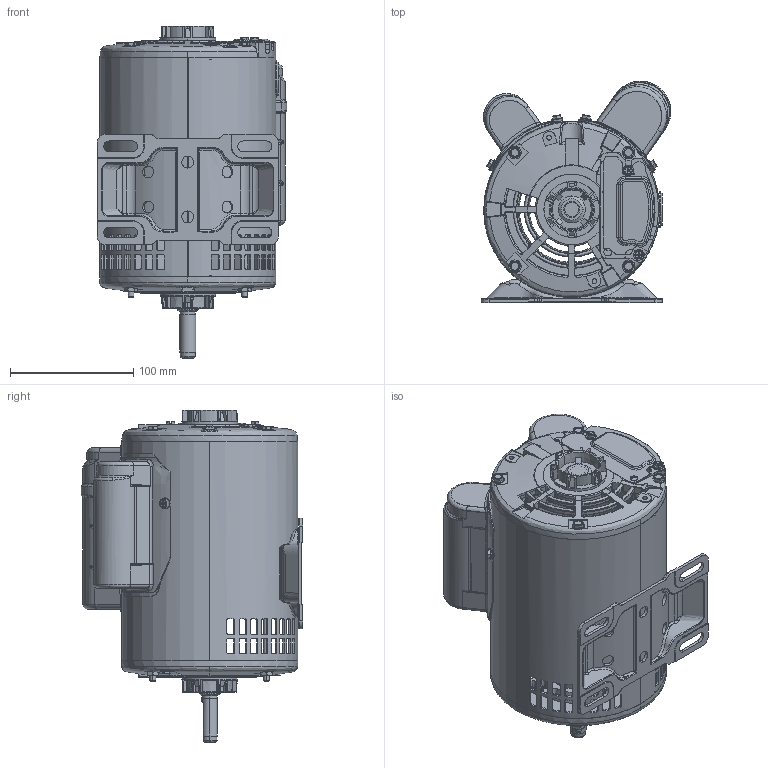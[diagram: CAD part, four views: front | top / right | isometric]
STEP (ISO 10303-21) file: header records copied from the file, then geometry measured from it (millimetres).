
FILE_DESCRIPTION (( 'STEP AP214' ), '1' );
FILE_NAME ('G1098A SS404113-700_RevB B3.STEP', '2019-04-10T15:06:37', ( '' ), ( '' ), 'SwSTEP 2.0', 'SolidWorks 2017', '' );
FILE_SCHEMA (( 'AUTOMOTIVE_DESIGN' ));
Length unit declared in the file: inch
Products named in the file (1): G1098A SS404113-700_RevB B3
Bounding box: 153.64 x 179.47 x 268.99 mm (x, y, z)
Volume: 456799.7 mm3; surface area: 445000.6 mm2
Topology: 29 solids, 29 shells, 4076 faces, 10579 edges, 6546 vertices
Faces by surface type: bspline 1349, plane 1318, cylinder 770, cone 639
Entity records: 200054 total; most frequent: CARTESIAN_POINT 110221, ORIENTED_EDGE 20966, DIRECTION 15765, EDGE_CURVE 10483, VERTEX_POINT 6546, AXIS2_PLACEMENT_3D 6050, EDGE_LOOP 4351, ADVANCED_FACE 4076
